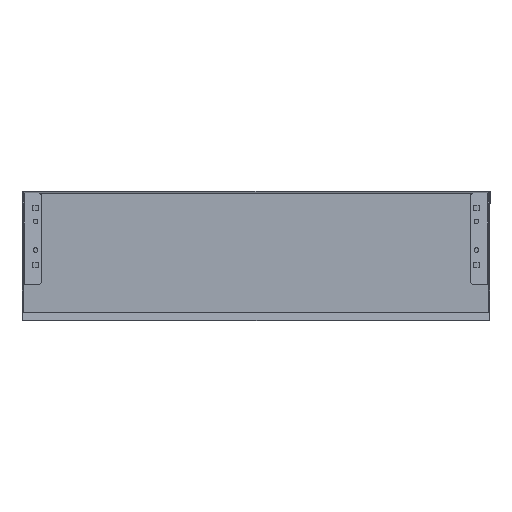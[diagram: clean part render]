
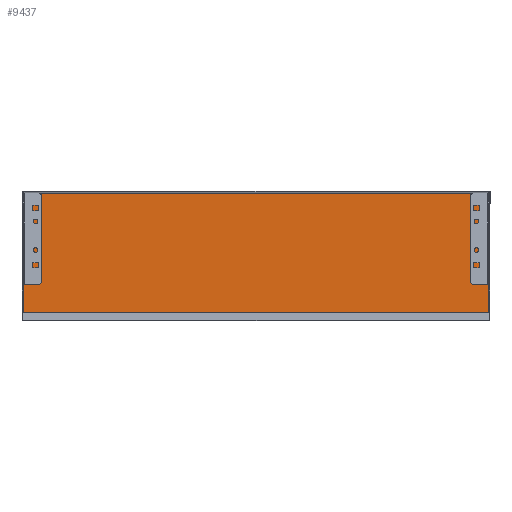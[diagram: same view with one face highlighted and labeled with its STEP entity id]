
A CAD part, front view. The second image highlights one B-rep face of the part: STEP entity #9437.
In plain terms, the highlighted planar face has unit normal (0, -1, 0).
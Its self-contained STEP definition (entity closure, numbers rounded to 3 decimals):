
#402 = PLANE ( 'NONE',  #9276 ) ;
#738 = LINE ( 'NONE', #1866, #748 ) ;
#748 = VECTOR ( 'NONE', #6667, 1000. ) ;
#1582 = CARTESIAN_POINT ( 'NONE',  ( 403.5, -1.5, 105.837 ) ) ;
#1588 = DIRECTION ( 'NONE',  ( 0., 0., 1. ) ) ;
#1747 = ORIENTED_EDGE ( 'NONE', *, *, #4780, .F. ) ;
#1748 = DIRECTION ( 'NONE',  ( -1., 0., 0. ) ) ;
#1866 = CARTESIAN_POINT ( 'NONE',  ( -403.5, -1.5, 103.328 ) ) ;
#2316 = EDGE_LOOP ( 'NONE', ( #8128, #4188, #6255, #1747 ) ) ;
#2525 = VERTEX_POINT ( 'NONE', #4889 ) ;
#2687 = VERTEX_POINT ( 'NONE', #2694 ) ;
#2694 = CARTESIAN_POINT ( 'NONE',  ( 403.5, -1.5, 103.328 ) ) ;
#2899 = DIRECTION ( 'NONE',  ( 0., 0., 1. ) ) ;
#3897 = VERTEX_POINT ( 'NONE', #5609 ) ;
#4188 = ORIENTED_EDGE ( 'NONE', *, *, #8654, .F. ) ;
#4780 = EDGE_CURVE ( 'NONE', #3897, #2525, #9212, .T. ) ;
#4889 = CARTESIAN_POINT ( 'NONE',  ( -403.5, -1.5, 103.328 ) ) ;
#5301 = FACE_OUTER_BOUND ( 'NONE', #2316, .T. ) ;
#5609 = CARTESIAN_POINT ( 'NONE',  ( -403.5, -1.5, -103.456 ) ) ;
#5752 = VERTEX_POINT ( 'NONE', #9667 ) ;
#6255 = ORIENTED_EDGE ( 'NONE', *, *, #6695, .F. ) ;
#6427 = DIRECTION ( 'NONE',  ( 0., 0., -1. ) ) ;
#6578 = CARTESIAN_POINT ( 'NONE',  ( 403.5, -1.5, -103.456 ) ) ;
#6667 = DIRECTION ( 'NONE',  ( 1., 0., 0. ) ) ;
#6695 = EDGE_CURVE ( 'NONE', #2525, #2687, #738, .T. ) ;
#7124 = EDGE_CURVE ( 'NONE', #5752, #3897, #8094, .T. ) ;
#7239 = VECTOR ( 'NONE', #6427, 1000. ) ;
#7513 = DIRECTION ( 'NONE',  ( 0., 1., 0. ) ) ;
#7573 = LINE ( 'NONE', #1582, #7239 ) ;
#8094 = LINE ( 'NONE', #6578, #8223 ) ;
#8128 = ORIENTED_EDGE ( 'NONE', *, *, #7124, .F. ) ;
#8223 = VECTOR ( 'NONE', #1748, 1000. ) ;
#8654 = EDGE_CURVE ( 'NONE', #2687, #5752, #7573, .T. ) ;
#9137 = VECTOR ( 'NONE', #1588, 1000. ) ;
#9212 = LINE ( 'NONE', #9815, #9137 ) ;
#9276 = AXIS2_PLACEMENT_3D ( 'NONE', #9543, #7513, #2899 ) ;
#9437 = ADVANCED_FACE ( 'NONE', ( #5301 ), #402, .F. ) ;
#9543 = CARTESIAN_POINT ( 'NONE',  ( 0., -1.5, 0. ) ) ;
#9667 = CARTESIAN_POINT ( 'NONE',  ( 403.5, -1.5, -103.456 ) ) ;
#9815 = CARTESIAN_POINT ( 'NONE',  ( -403.5, -1.5, -106.238 ) ) ;
